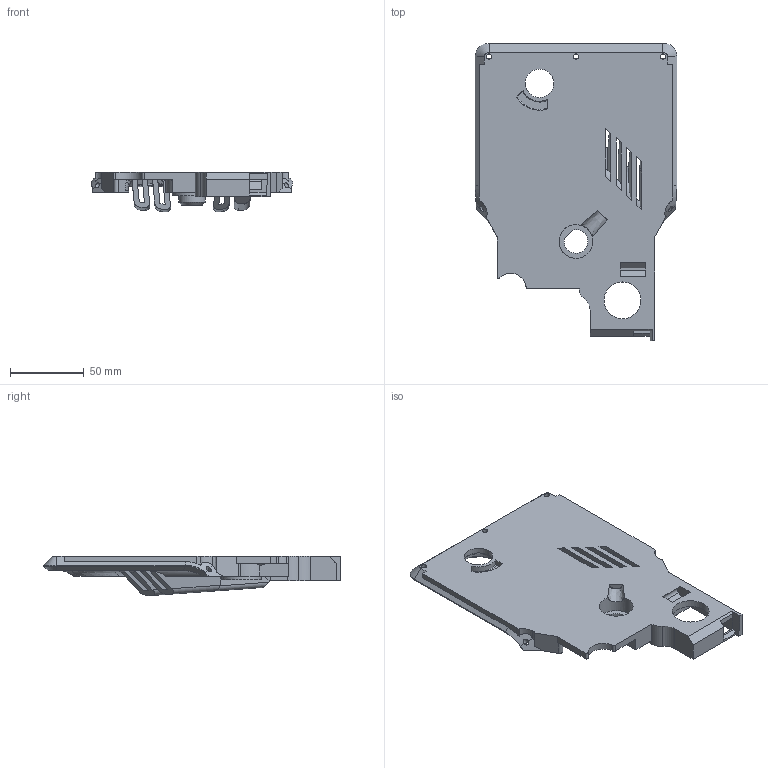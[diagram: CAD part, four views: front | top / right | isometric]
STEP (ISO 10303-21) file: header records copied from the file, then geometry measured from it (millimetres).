
FILE_DESCRIPTION(/* description */ (''),/* implementation_level */ '2;1');
FILE_NAME(/* name */ 'MP-02 middle',/* time_stamp */ '2025-01-14T18:52:48-08:00',/* author */ (''),/* organization */ (''),/* preprocessor_version */ 'ST-DEVELOPER v16.5',/* originating_system */ 'Rhino 7.37',/* authorisation */ '');
FILE_SCHEMA (('CONFIG_CONTROL_DESIGN'));
Length unit declared in the file: millimetre
Products named in the file (1): Document
Bounding box: 136.6 x 201.55 x 26.82 mm (x, y, z)
Volume: 207587.9 mm3; surface area: 71235.1 mm2
Topology: 1 solids, 1 shells, 285 faces, 819 edges, 527 vertices
Faces by surface type: plane 132, bspline 100, cylinder 53
Full cylindrical faces by diameter (mm): 3.5 x3, 7 x3, 8 x1, 18 x1, 23 x1, 25 x1, 27 x1
Entity records: 23683 total; most frequent: CARTESIAN_POINT 18453, ORIENTED_EDGE 1640, EDGE_CURVE 820, B_SPLINE_CURVE_WITH_KNOTS 608, VERTEX_POINT 527, EDGE_LOOP 311, ADVANCED_FACE 285, FACE_OUTER_BOUND 285
